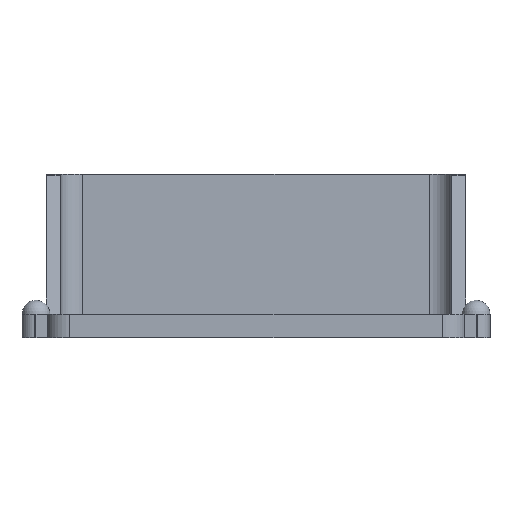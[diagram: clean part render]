
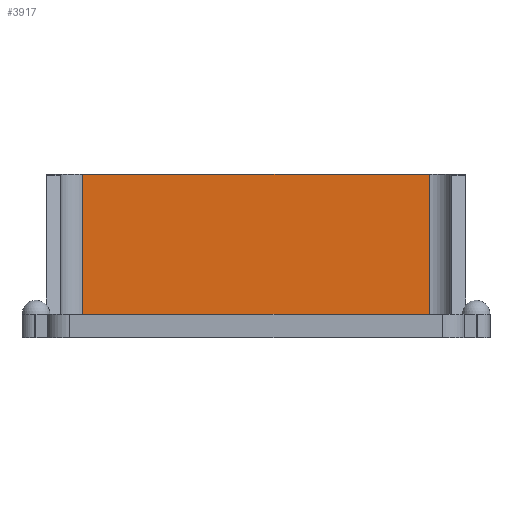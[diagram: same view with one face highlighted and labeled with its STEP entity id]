
A CAD part, front view. The second image highlights one B-rep face of the part: STEP entity #3917.
In plain terms, the highlighted planar face has unit normal (0, -1, 0).
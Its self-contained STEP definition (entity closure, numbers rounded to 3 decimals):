
#378 = PLANE('',#379);
#379 = AXIS2_PLACEMENT_3D('',#380,#381,#382);
#380 = CARTESIAN_POINT('',(0.,0.,35.));
#381 = DIRECTION('',(0.,0.,1.));
#382 = DIRECTION('',(1.,0.,0.));
#556 = PLANE('',#557);
#557 = AXIS2_PLACEMENT_3D('',#558,#559,#560);
#558 = CARTESIAN_POINT('',(0.,0.,0.));
#559 = DIRECTION('',(0.,0.,1.));
#560 = DIRECTION('',(1.,0.,0.));
#1068 = VERTEX_POINT('',#1069);
#1069 = CARTESIAN_POINT('',(7.8,62.,35.));
#1088 = CYLINDRICAL_SURFACE('',#1089,4.8);
#1089 = AXIS2_PLACEMENT_3D('',#1090,#1091,#1092);
#1090 = CARTESIAN_POINT('',(7.8,57.2,0.));
#1091 = DIRECTION('',(0.,0.,1.));
#1092 = DIRECTION('',(-1.,0.,0.));
#1100 = EDGE_CURVE('',#1068,#1101,#1103,.T.);
#1101 = VERTEX_POINT('',#1102);
#1102 = CARTESIAN_POINT('',(82.2,62.,35.));
#1103 = SURFACE_CURVE('',#1104,(#1108,#1115),.PCURVE_S1.);
#1104 = LINE('',#1105,#1106);
#1105 = CARTESIAN_POINT('',(3.,62.,35.));
#1106 = VECTOR('',#1107,1.);
#1107 = DIRECTION('',(1.,0.,0.));
#1108 = PCURVE('',#378,#1109);
#1109 = DEFINITIONAL_REPRESENTATION('',(#1110),#1114);
#1110 = LINE('',#1111,#1112);
#1111 = CARTESIAN_POINT('',(3.,62.));
#1112 = VECTOR('',#1113,1.);
#1113 = DIRECTION('',(1.,0.));
#1114 = ( GEOMETRIC_REPRESENTATION_CONTEXT(2) 
PARAMETRIC_REPRESENTATION_CONTEXT() REPRESENTATION_CONTEXT('2D SPACE',''
  ) );
#1115 = PCURVE('',#1116,#1121);
#1116 = PLANE('',#1117);
#1117 = AXIS2_PLACEMENT_3D('',#1118,#1119,#1120);
#1118 = CARTESIAN_POINT('',(3.,62.,0.));
#1119 = DIRECTION('',(0.,1.,0.));
#1120 = DIRECTION('',(0.,0.,1.));
#1121 = DEFINITIONAL_REPRESENTATION('',(#1122),#1126);
#1122 = LINE('',#1123,#1124);
#1123 = CARTESIAN_POINT('',(35.,0.));
#1124 = VECTOR('',#1125,1.);
#1125 = DIRECTION('',(0.,1.));
#1126 = ( GEOMETRIC_REPRESENTATION_CONTEXT(2) 
PARAMETRIC_REPRESENTATION_CONTEXT() REPRESENTATION_CONTEXT('2D SPACE',''
  ) );
#1145 = CYLINDRICAL_SURFACE('',#1146,4.8);
#1146 = AXIS2_PLACEMENT_3D('',#1147,#1148,#1149);
#1147 = CARTESIAN_POINT('',(82.2,57.2,0.));
#1148 = DIRECTION('',(0.,0.,1.));
#1149 = DIRECTION('',(1.,0.,0.));
#2316 = VERTEX_POINT('',#2317);
#2317 = CARTESIAN_POINT('',(7.8,62.,0.));
#2343 = EDGE_CURVE('',#2316,#2344,#2346,.T.);
#2344 = VERTEX_POINT('',#2345);
#2345 = CARTESIAN_POINT('',(82.2,62.,0.));
#2346 = SURFACE_CURVE('',#2347,(#2351,#2358),.PCURVE_S1.);
#2347 = LINE('',#2348,#2349);
#2348 = CARTESIAN_POINT('',(3.,62.,0.));
#2349 = VECTOR('',#2350,1.);
#2350 = DIRECTION('',(1.,0.,0.));
#2351 = PCURVE('',#556,#2352);
#2352 = DEFINITIONAL_REPRESENTATION('',(#2353),#2357);
#2353 = LINE('',#2354,#2355);
#2354 = CARTESIAN_POINT('',(3.,62.));
#2355 = VECTOR('',#2356,1.);
#2356 = DIRECTION('',(1.,0.));
#2357 = ( GEOMETRIC_REPRESENTATION_CONTEXT(2) 
PARAMETRIC_REPRESENTATION_CONTEXT() REPRESENTATION_CONTEXT('2D SPACE',''
  ) );
#2358 = PCURVE('',#1116,#2359);
#2359 = DEFINITIONAL_REPRESENTATION('',(#2360),#2364);
#2360 = LINE('',#2361,#2362);
#2361 = CARTESIAN_POINT('',(0.,0.));
#2362 = VECTOR('',#2363,1.);
#2363 = DIRECTION('',(0.,1.));
#2364 = ( GEOMETRIC_REPRESENTATION_CONTEXT(2) 
PARAMETRIC_REPRESENTATION_CONTEXT() REPRESENTATION_CONTEXT('2D SPACE',''
  ) );
#3895 = EDGE_CURVE('',#2344,#1101,#3896,.T.);
#3896 = SURFACE_CURVE('',#3897,(#3901,#3908),.PCURVE_S1.);
#3897 = LINE('',#3898,#3899);
#3898 = CARTESIAN_POINT('',(82.2,62.,0.));
#3899 = VECTOR('',#3900,1.);
#3900 = DIRECTION('',(0.,0.,1.));
#3901 = PCURVE('',#1145,#3902);
#3902 = DEFINITIONAL_REPRESENTATION('',(#3903),#3907);
#3903 = LINE('',#3904,#3905);
#3904 = CARTESIAN_POINT('',(1.571,0.));
#3905 = VECTOR('',#3906,1.);
#3906 = DIRECTION('',(0.,1.));
#3907 = ( GEOMETRIC_REPRESENTATION_CONTEXT(2) 
PARAMETRIC_REPRESENTATION_CONTEXT() REPRESENTATION_CONTEXT('2D SPACE',''
  ) );
#3908 = PCURVE('',#1116,#3909);
#3909 = DEFINITIONAL_REPRESENTATION('',(#3910),#3914);
#3910 = LINE('',#3911,#3912);
#3911 = CARTESIAN_POINT('',(0.,79.2));
#3912 = VECTOR('',#3913,1.);
#3913 = DIRECTION('',(1.,0.));
#3914 = ( GEOMETRIC_REPRESENTATION_CONTEXT(2) 
PARAMETRIC_REPRESENTATION_CONTEXT() REPRESENTATION_CONTEXT('2D SPACE',''
  ) );
#3917 = ADVANCED_FACE('',(#3918),#1116,.F.);
#3918 = FACE_BOUND('',#3919,.F.);
#3919 = EDGE_LOOP('',(#3920,#3921,#3942,#3943));
#3920 = ORIENTED_EDGE('',*,*,#2343,.F.);
#3921 = ORIENTED_EDGE('',*,*,#3922,.T.);
#3922 = EDGE_CURVE('',#2316,#1068,#3923,.T.);
#3923 = SURFACE_CURVE('',#3924,(#3928,#3935),.PCURVE_S1.);
#3924 = LINE('',#3925,#3926);
#3925 = CARTESIAN_POINT('',(7.8,62.,0.));
#3926 = VECTOR('',#3927,1.);
#3927 = DIRECTION('',(0.,0.,1.));
#3928 = PCURVE('',#1116,#3929);
#3929 = DEFINITIONAL_REPRESENTATION('',(#3930),#3934);
#3930 = LINE('',#3931,#3932);
#3931 = CARTESIAN_POINT('',(0.,4.8));
#3932 = VECTOR('',#3933,1.);
#3933 = DIRECTION('',(1.,0.));
#3934 = ( GEOMETRIC_REPRESENTATION_CONTEXT(2) 
PARAMETRIC_REPRESENTATION_CONTEXT() REPRESENTATION_CONTEXT('2D SPACE',''
  ) );
#3935 = PCURVE('',#1088,#3936);
#3936 = DEFINITIONAL_REPRESENTATION('',(#3937),#3941);
#3937 = LINE('',#3938,#3939);
#3938 = CARTESIAN_POINT('',(-1.571,0.));
#3939 = VECTOR('',#3940,1.);
#3940 = DIRECTION('',(-0.,1.));
#3941 = ( GEOMETRIC_REPRESENTATION_CONTEXT(2) 
PARAMETRIC_REPRESENTATION_CONTEXT() REPRESENTATION_CONTEXT('2D SPACE',''
  ) );
#3942 = ORIENTED_EDGE('',*,*,#1100,.T.);
#3943 = ORIENTED_EDGE('',*,*,#3895,.F.);
